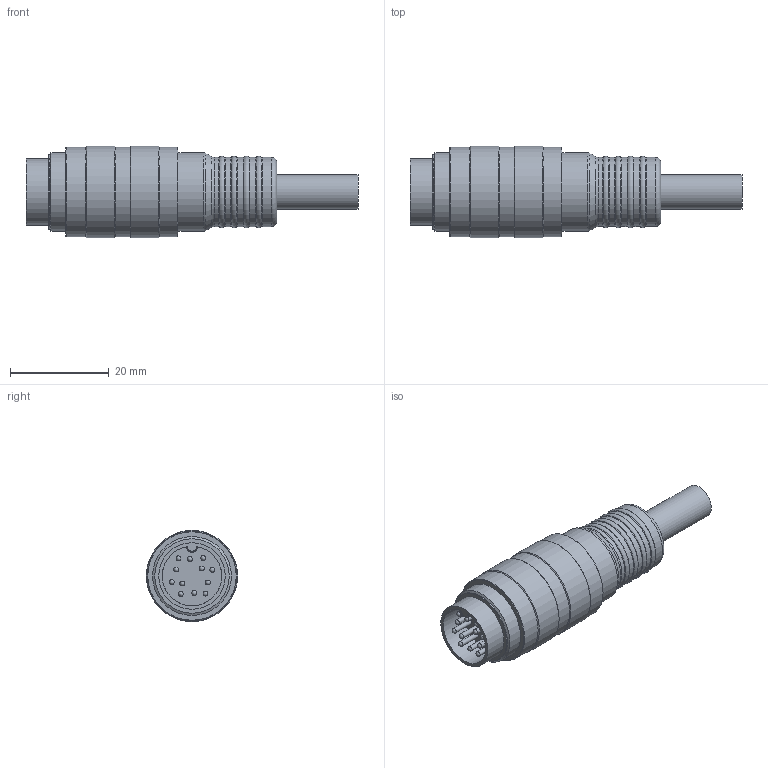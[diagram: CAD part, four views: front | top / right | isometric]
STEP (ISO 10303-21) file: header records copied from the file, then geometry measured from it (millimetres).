
FILE_DESCRIPTION(/* description */ (''),/* implementation_level */ '2;1');
FILE_NAME(/* name */ '00 4251 0012 001_02.stp',/* time_stamp */ '2014-05-13T16:42:01+02:00',/* author */ (''),/* organization */ (''),/* preprocessor_version */ 'ST-DEVELOPER v14',/* originating_system */ 'SIEMENS PLM Software NX 8.0',/* authorisation */ '');
FILE_SCHEMA (('AP203_CONFIGURATION_CONTROLLED_3D_DESIGN_OF_MECHANICAL_PARTS_AND_ASSEMBLIES_MIM_LF { 1 0 10303 403 2 1 2}'));
Length unit declared in the file: millimetre
Products named in the file (1): cerl10E02AEAioc5
Bounding box: 67.3 x 18.5 x 18.5 mm (x, y, z)
Volume: 10756 mm3; surface area: 3855.7 mm2
Topology: 1 solids, 1 shells, 72 faces, 185 edges, 108 vertices
Faces by surface type: cylinder 29, torus 16, sphere 12, cone 8, plane 7
Full cylindrical faces by diameter (mm): 1 x12, 7 x1, 13.5 x1, 14 x5, 15.08 x1, 15.9 x1, 16 x1, 18.15 x3, 18.5 x2
Entity records: 1586 total; most frequent: DIRECTION 292, CARTESIAN_POINT 252, ORIENTED_EDGE 152, AXIS2_PLACEMENT_3D 145, EDGE_LOOP 139, FACE_BOUND 123, EDGE_CURVE 76, VERTEX_POINT 73
